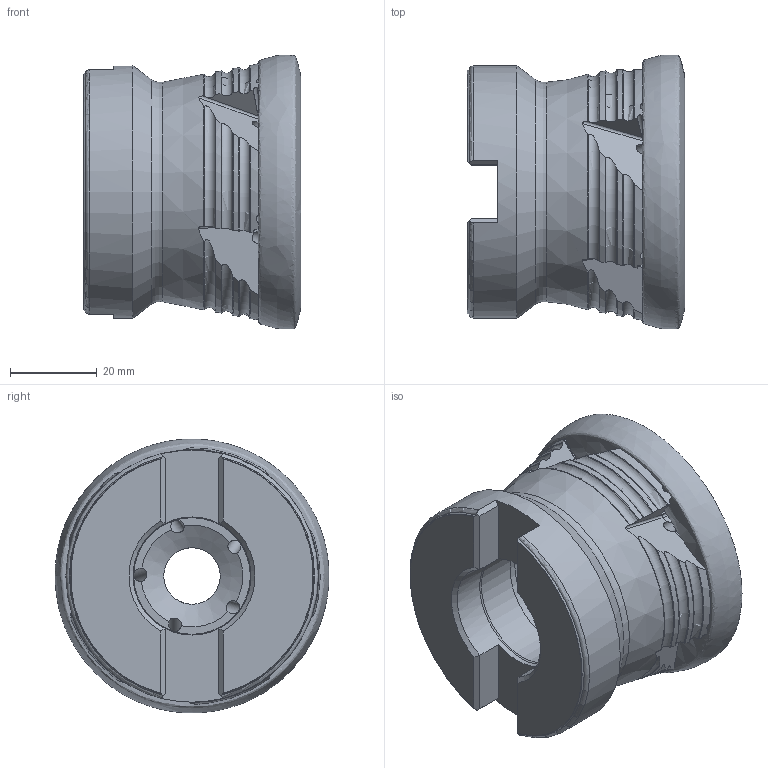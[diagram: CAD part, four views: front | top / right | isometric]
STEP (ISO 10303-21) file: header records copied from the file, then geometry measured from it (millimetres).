
FILE_DESCRIPTION (( 'STEP AP214' ), '1' );
FILE_NAME ('00PP-063-09-5.STEP', '2013-09-03T07:42:27', ( '' ), ( '' ), 'SwSTEP 2.0', 'SolidWorks 2013', '' );
FILE_SCHEMA (( 'AUTOMOTIVE_DESIGN' ));
Length unit declared in the file: millimetre
Products named in the file (1): 00PP-063-09-5
Bounding box: 50.06 x 62.98 x 62.98 mm (x, y, z)
Volume: 99222.9 mm3; surface area: 20157.9 mm2
Topology: 1 solids, 1 shells, 226 faces, 666 edges, 428 vertices
Faces by surface type: plane 74, torus 60, cylinder 46, cone 45, bspline 1
Full cylindrical faces by diameter (mm): 3 x5, 13 x1, 18.5 x1, 26.8 x1, 27.15 x1, 27.3 x1, 58 x1
Entity records: 10510 total; most frequent: CARTESIAN_POINT 5092, ORIENTED_EDGE 1272, DIRECTION 962, EDGE_CURVE 636, VERTEX_POINT 417, AXIS2_PLACEMENT_3D 415, B_SPLINE_CURVE_WITH_KNOTS 261, EDGE_LOOP 251
